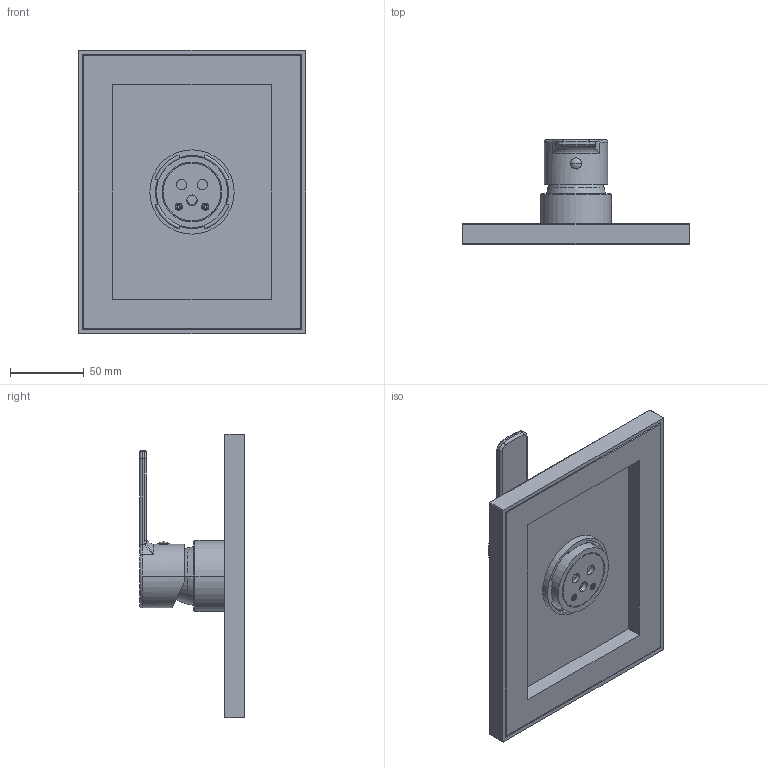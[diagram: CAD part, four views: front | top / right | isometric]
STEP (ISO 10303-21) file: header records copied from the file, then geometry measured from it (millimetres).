
FILE_DESCRIPTION((''),'2;1');
FILE_NAME('WSBOX010CR','2021-05-04T14:46:21',('ut3'),('PAFFONI SpA'),'CREO PARAMETRIC BY PTC INC, 2020044','CREO PARAMETRIC BY PTC INC, 2020044','');
FILE_SCHEMA(('CONFIG_CONTROL_DESIGN','SHAPE_APPEARANCE_LAYERS_GROUPS'));
Length unit declared in the file: millimetre
Products named in the file (1): WSBOX010CR
Bounding box: 154 x 70.6 x 192 mm (x, y, z)
Volume: 301264.3 mm3; surface area: 120202.8 mm2
Topology: 2 solids, 2 shells, 1135 faces, 3000 edges, 1875 vertices
Faces by surface type: plane 638, cylinder 295, torus 84, cone 48, bspline 36, sphere 34
Entity records: 47336 total; most frequent: CARTESIAN_POINT 11629, ORIENTED_EDGE 5980, DIRECTION 5582, EDGE_CURVE 2990, AXIS2_PLACEMENT_3D 1949, VERTEX_POINT 1875, VECTOR 1684, LINE 1684
